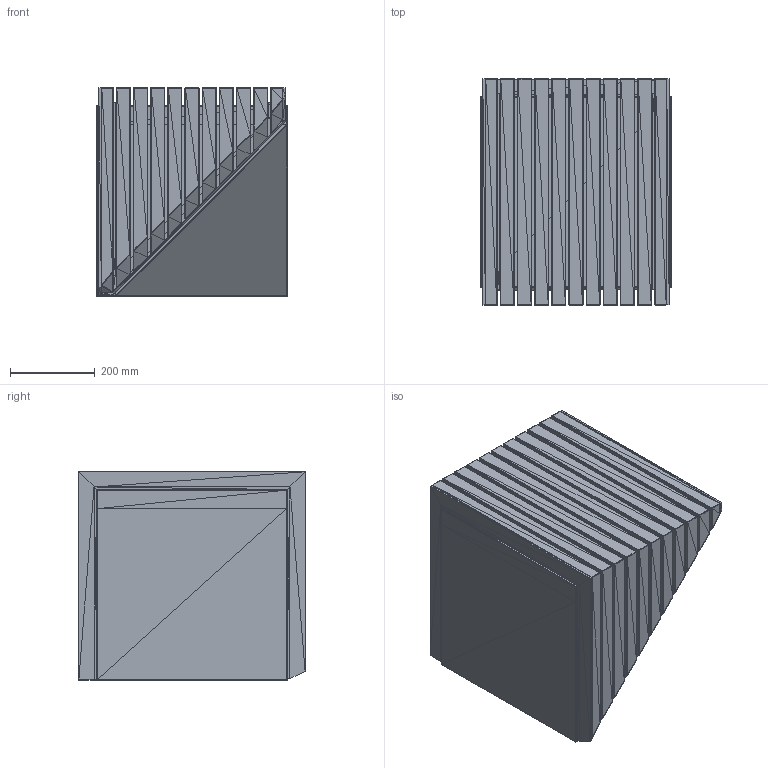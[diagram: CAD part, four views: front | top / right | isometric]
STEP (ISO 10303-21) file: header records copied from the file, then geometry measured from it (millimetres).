
FILE_DESCRIPTION(/* description */ (''),/* implementation_level */ '2;1');
FILE_NAME(/* name */ 'CLV01-B_UAP_CLEAVE_TimberA_3D',/* time_stamp */ '2018-01-23T13:06:18-05:00',/* author */ (''),/* organization */ (''),/* preprocessor_version */ 'ST-DEVELOPER v15',/* originating_system */ '',/* authorisation */ '');
FILE_SCHEMA (('AUTOMOTIVE_DESIGN'));
Products named in the file (1): Document
Bounding box: 450 x 534 x 492 mm (x, y, z)
Volume: 95579693.5 mm3; surface area: 3431922.4 mm2
Topology: 12 solids, 13 shells, 4675 faces, 7018 edges, 2365 vertices
Faces by surface type: bspline 3937, plane 738
Entity records: 83663 total; most frequent: CARTESIAN_POINT 32890, ORIENTED_EDGE 14025, EDGE_CURVE 7018, B_SPLINE_CURVE_WITH_KNOTS 7018, ADVANCED_FACE 4675, FACE_OUTER_BOUND 4675, EDGE_LOOP 4675, B_SPLINE_SURFACE_WITH_KNOTS 3937
